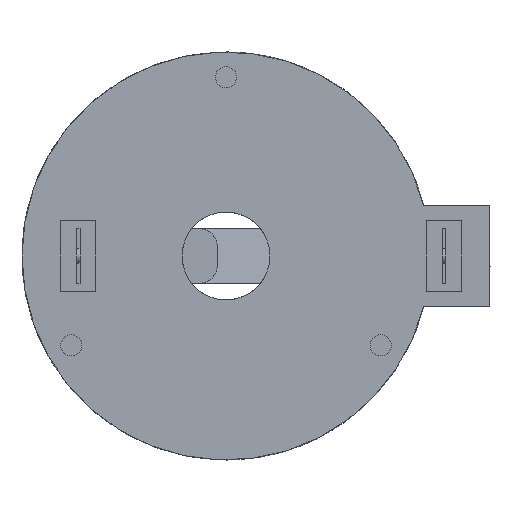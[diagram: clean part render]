
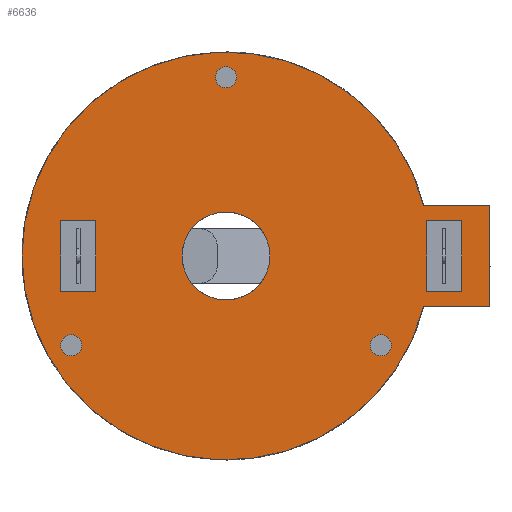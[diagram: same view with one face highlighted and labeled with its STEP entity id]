
A CAD part, front view. The second image highlights one B-rep face of the part: STEP entity #6636.
In plain terms, the highlighted planar face has unit normal (0, -1, 0).
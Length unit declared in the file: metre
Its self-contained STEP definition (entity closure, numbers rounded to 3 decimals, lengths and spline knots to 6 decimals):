
#208=CIRCLE('',#9311,0.0116);
#209=CIRCLE('',#9312,0.0025);
#210=CIRCLE('',#9313,0.000601);
#211=CIRCLE('',#9314,0.000601);
#212=CIRCLE('',#9315,0.000601);
#1213=ORIENTED_EDGE('',*,*,#2752,.F.);
#1214=ORIENTED_EDGE('',*,*,#2745,.F.);
#1215=ORIENTED_EDGE('',*,*,#2748,.F.);
#1216=ORIENTED_EDGE('',*,*,#2750,.F.);
#1217=ORIENTED_EDGE('',*,*,#2807,.F.);
#1218=ORIENTED_EDGE('',*,*,#2801,.F.);
#1219=ORIENTED_EDGE('',*,*,#2805,.F.);
#1220=ORIENTED_EDGE('',*,*,#2797,.F.);
#1221=ORIENTED_EDGE('',*,*,#2808,.T.);
#1222=ORIENTED_EDGE('',*,*,#2764,.F.);
#1223=ORIENTED_EDGE('',*,*,#2757,.F.);
#1224=ORIENTED_EDGE('',*,*,#2760,.F.);
#1225=ORIENTED_EDGE('',*,*,#2762,.F.);
#1226=ORIENTED_EDGE('',*,*,#2809,.F.);
#1227=ORIENTED_EDGE('',*,*,#2810,.F.);
#1228=ORIENTED_EDGE('',*,*,#2811,.F.);
#2745=EDGE_CURVE('',#3594,#3595,#4234,.T.);
#2748=EDGE_CURVE('',#3596,#3594,#4237,.T.);
#2750=EDGE_CURVE('',#3597,#3596,#4239,.T.);
#2752=EDGE_CURVE('',#3595,#3597,#4241,.T.);
#2757=EDGE_CURVE('',#3602,#3603,#4246,.T.);
#2760=EDGE_CURVE('',#3604,#3602,#4249,.T.);
#2762=EDGE_CURVE('',#3605,#3604,#4251,.T.);
#2764=EDGE_CURVE('',#3603,#3605,#4253,.T.);
#2797=EDGE_CURVE('',#3624,#3625,#4279,.T.);
#2801=EDGE_CURVE('',#3628,#3629,#4283,.T.);
#2805=EDGE_CURVE('',#3625,#3628,#4287,.T.);
#2807=EDGE_CURVE('',#3629,#3624,#208,.T.);
#2808=EDGE_CURVE('',#3630,#3630,#209,.T.);
#2809=EDGE_CURVE('',#3631,#3631,#210,.T.);
#2810=EDGE_CURVE('',#3632,#3632,#211,.T.);
#2811=EDGE_CURVE('',#3633,#3633,#212,.T.);
#3594=VERTEX_POINT('',#12178);
#3595=VERTEX_POINT('',#12179);
#3596=VERTEX_POINT('',#12184);
#3597=VERTEX_POINT('',#12188);
#3602=VERTEX_POINT('',#12203);
#3603=VERTEX_POINT('',#12204);
#3604=VERTEX_POINT('',#12209);
#3605=VERTEX_POINT('',#12213);
#3624=VERTEX_POINT('',#12280);
#3625=VERTEX_POINT('',#12281);
#3628=VERTEX_POINT('',#12289);
#3629=VERTEX_POINT('',#12290);
#3630=VERTEX_POINT('',#12301);
#3631=VERTEX_POINT('',#12303);
#3632=VERTEX_POINT('',#12305);
#3633=VERTEX_POINT('',#12307);
#4234=LINE('',#12177,#4819);
#4237=LINE('',#12183,#4822);
#4239=LINE('',#12187,#4824);
#4241=LINE('',#12191,#4826);
#4246=LINE('',#12202,#4831);
#4249=LINE('',#12208,#4834);
#4251=LINE('',#12212,#4836);
#4253=LINE('',#12216,#4838);
#4279=LINE('',#12279,#4864);
#4283=LINE('',#12288,#4868);
#4287=LINE('',#12295,#4872);
#4819=VECTOR('',#10249,1.);
#4822=VECTOR('',#10254,1.);
#4824=VECTOR('',#10258,1.);
#4826=VECTOR('',#10262,1.);
#4831=VECTOR('',#10271,1.);
#4834=VECTOR('',#10276,1.);
#4836=VECTOR('',#10280,1.);
#4838=VECTOR('',#10284,1.);
#4864=VECTOR('',#10348,1.);
#4868=VECTOR('',#10354,1.);
#4872=VECTOR('',#10360,1.);
#5308=EDGE_LOOP('',(#1213,#1214,#1215,#1216));
#5309=EDGE_LOOP('',(#1217,#1218,#1219,#1220));
#5310=EDGE_LOOP('',(#1221));
#5311=EDGE_LOOP('',(#1222,#1223,#1224,#1225));
#5312=EDGE_LOOP('',(#1226));
#5313=EDGE_LOOP('',(#1227));
#5314=EDGE_LOOP('',(#1228));
#5686=FACE_BOUND('',#5308,.T.);
#5687=FACE_BOUND('',#5309,.T.);
#5688=FACE_BOUND('',#5310,.T.);
#5689=FACE_BOUND('',#5311,.T.);
#5690=FACE_BOUND('',#5312,.T.);
#5691=FACE_BOUND('',#5313,.T.);
#5692=FACE_BOUND('',#5314,.T.);
#6032=PLANE('',#9310);
#6636=ADVANCED_FACE('',(#5686,#5687,#5688,#5689,#5690,#5691,#5692),#6032,
 .F.);
#9310=AXIS2_PLACEMENT_3D('',#12298,#10365,#10366);
#9311=AXIS2_PLACEMENT_3D('',#12299,#10367,#10368);
#9312=AXIS2_PLACEMENT_3D('',#12300,#10369,#10370);
#9313=AXIS2_PLACEMENT_3D('',#12302,#10371,#10372);
#9314=AXIS2_PLACEMENT_3D('',#12304,#10373,#10374);
#9315=AXIS2_PLACEMENT_3D('',#12306,#10375,#10376);
#10249=DIRECTION('',(0.,0.,-1.));
#10254=DIRECTION('',(-1.,0.,0.));
#10258=DIRECTION('',(0.,0.,1.));
#10262=DIRECTION('',(1.,0.,0.));
#10271=DIRECTION('',(1.,0.,0.));
#10276=DIRECTION('',(0.,0.,-1.));
#10280=DIRECTION('',(-1.,0.,0.));
#10284=DIRECTION('',(0.,0.,1.));
#10348=DIRECTION('',(1.,0.,0.));
#10354=DIRECTION('',(-1.,0.,0.));
#10360=DIRECTION('',(0.,0.,-1.));
#10365=DIRECTION('',(0.,1.,0.));
#10366=DIRECTION('',(1.,0.,0.));
#10367=DIRECTION('',(0.,1.,0.));
#10368=DIRECTION('',(1.,0.,0.));
#10369=DIRECTION('',(0.,1.,0.));
#10370=DIRECTION('',(1.,0.,0.));
#10371=DIRECTION('',(0.,-1.,0.));
#10372=DIRECTION('',(1.,0.,0.));
#10373=DIRECTION('',(0.,-1.,0.));
#10374=DIRECTION('',(1.,0.,0.));
#10375=DIRECTION('',(0.,-1.,0.));
#10376=DIRECTION('',(1.,0.,0.));
#12177=CARTESIAN_POINT('',(0.009382,0.0006,0.002));
#12178=CARTESIAN_POINT('',(0.009382,0.0006,0.002));
#12179=CARTESIAN_POINT('',(0.009382,0.0006,-0.002));
#12183=CARTESIAN_POINT('',(0.009382,0.0006,0.002));
#12184=CARTESIAN_POINT('',(0.011382,0.0006,0.002));
#12187=CARTESIAN_POINT('',(0.011382,0.0006,0.002));
#12188=CARTESIAN_POINT('',(0.011382,0.0006,-0.002));
#12191=CARTESIAN_POINT('',(0.009382,0.0006,-0.002));
#12202=CARTESIAN_POINT('',(-0.011418,0.0006,-0.002));
#12203=CARTESIAN_POINT('',(-0.011418,0.0006,-0.002));
#12204=CARTESIAN_POINT('',(-0.009418,0.0006,-0.002));
#12208=CARTESIAN_POINT('',(-0.011418,0.0006,0.002));
#12209=CARTESIAN_POINT('',(-0.011418,0.0006,0.002));
#12212=CARTESIAN_POINT('',(-0.011418,0.0006,0.002));
#12213=CARTESIAN_POINT('',(-0.009418,0.0006,0.002));
#12216=CARTESIAN_POINT('',(-0.009418,0.0006,0.002));
#12279=CARTESIAN_POINT('',(0.012982,0.0006,0.002875));
#12280=CARTESIAN_POINT('',(0.00922,0.0006,0.002875));
#12281=CARTESIAN_POINT('',(0.012982,0.0006,0.002875));
#12288=CARTESIAN_POINT('',(0.012982,0.0006,-0.002875));
#12289=CARTESIAN_POINT('',(0.012982,0.0006,-0.002875));
#12290=CARTESIAN_POINT('',(0.00922,0.0006,-0.002875));
#12295=CARTESIAN_POINT('',(0.012982,0.0006,-0.002875));
#12298=CARTESIAN_POINT('',(-0.002018,0.0006,0.));
#12299=CARTESIAN_POINT('',(-0.002018,0.0006,0.));
#12300=CARTESIAN_POINT('',(-0.002018,0.0006,0.));
#12301=CARTESIAN_POINT('',(0.000482,0.0006,0.));
#12302=CARTESIAN_POINT('',(-0.002018,0.0006,0.010165));
#12303=CARTESIAN_POINT('',(-0.001417,0.0006,0.010165));
#12304=CARTESIAN_POINT('',(0.006785,0.0006,-0.005082));
#12305=CARTESIAN_POINT('',(0.007386,0.0006,-0.005082));
#12306=CARTESIAN_POINT('',(-0.010821,0.0006,-0.005082));
#12307=CARTESIAN_POINT('',(-0.01022,0.0006,-0.005082));
